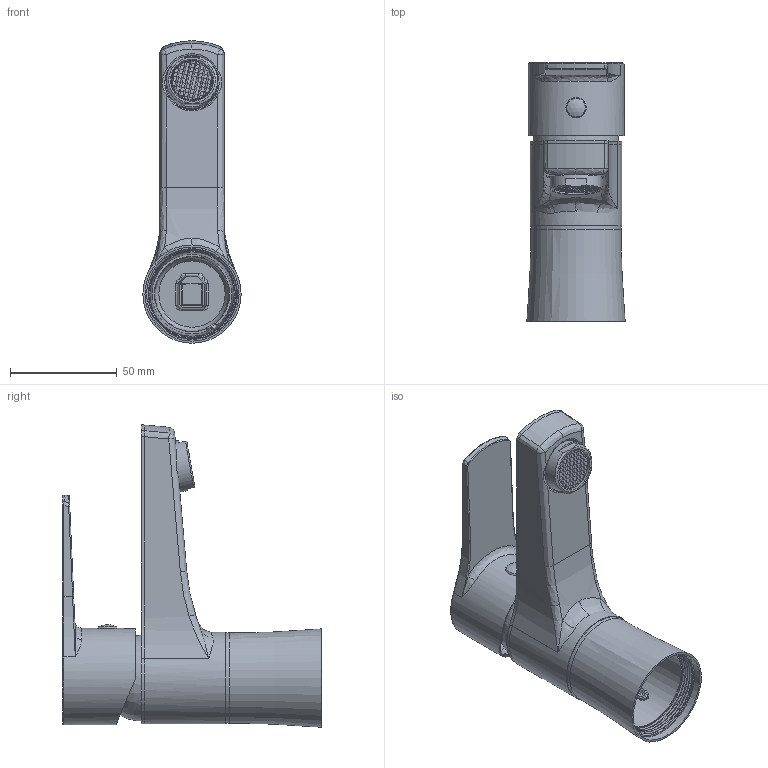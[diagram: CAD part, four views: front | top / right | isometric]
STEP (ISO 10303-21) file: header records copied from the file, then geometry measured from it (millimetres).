
FILE_DESCRIPTION (( 'STEP AP203' ), '1' );
FILE_NAME ('18AP11715.STEP', '2025-11-11T10:06:02', ( '' ), ( '' ), 'SwSTEP 2.0', 'SolidWorks 2021', '' );
FILE_SCHEMA (( 'CONFIG_CONTROL_DESIGN' ));
Length unit declared in the file: millimetre
Products named in the file (1): 18AP11715
Bounding box: 46 x 120.9 x 141.54 mm (x, y, z)
Volume: 59739 mm3; surface area: 73681.9 mm2
Topology: 11 solids, 11 shells, 1200 faces, 3264 edges, 2133 vertices
Faces by surface type: plane 940, cylinder 121, bspline 101, cone 19, torus 13, sphere 6
Full cylindrical faces by diameter (mm): 4.2 x1, 6.8 x1, 9.5 x1, 16 x1, 19 x1, 20 x2, 21 x1, 21.1 x1, 22.5 x2, 23 x1, 23.85 x1, 24 x1, 24.2 x1, 25.4 x2, 31 x1, 35.2 x1, 35.8 x2, 37 x1, 39 x1, 39.005 x1, 40 x1, 40.3 x1, 40.5 x3, 40.6 x1, 41 x1, 42.3 x1, 43 x1, 44 x1, 45 x1
Entity records: 48207 total; most frequent: CARTESIAN_POINT 18854, ORIENTED_EDGE 6344, DIRECTION 5333, EDGE_CURVE 3172, VECTOR 2543, LINE 2543, VERTEX_POINT 2105, EDGE_LOOP 1471
